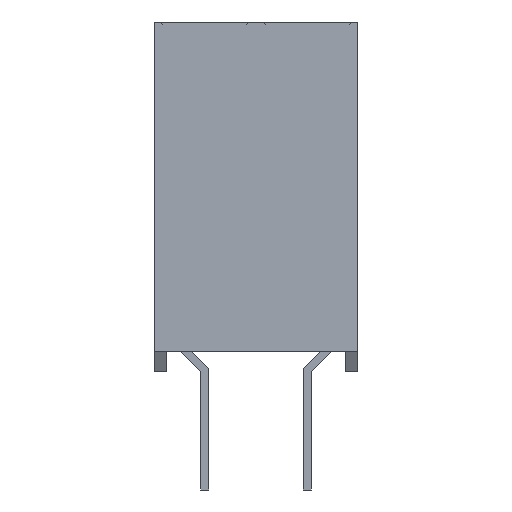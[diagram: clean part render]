
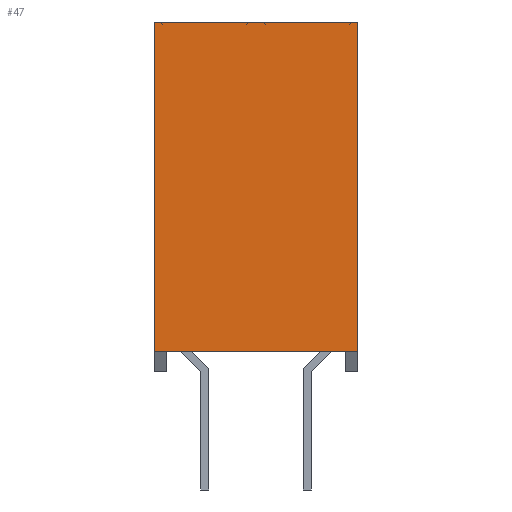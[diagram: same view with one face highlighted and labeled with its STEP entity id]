
A CAD part, left-side view. The second image highlights one B-rep face of the part: STEP entity #47.
In plain terms, the highlighted planar face has unit normal (-1, 0, 0).
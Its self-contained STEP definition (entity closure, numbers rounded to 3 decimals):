
#47=ADVANCED_FACE('',(#971),#972,.T.);
#971=FACE_OUTER_BOUND('',#2815,.T.);
#972=PLANE('',#2816);
#2815=EDGE_LOOP('',(#4796,#4797,#4798,#4799));
#2816=AXIS2_PLACEMENT_3D('',#4800,#4801,#4802);
#4796=ORIENTED_EDGE('',*,*,#11803,.T.);
#4797=ORIENTED_EDGE('',*,*,#11804,.T.);
#4798=ORIENTED_EDGE('',*,*,#11805,.F.);
#4799=ORIENTED_EDGE('',*,*,#11626,.F.);
#4800=CARTESIAN_POINT('',(-27.94,2.515,0.0));
#4801=DIRECTION('',(-1.0,0.0,0.0));
#4802=DIRECTION('',(0.0,0.0,1.0));
#11626=EDGE_CURVE('',#13816,#13811,#13818,.T.);
#11803=EDGE_CURVE('',#13816,#14171,#14172,.T.);
#11804=EDGE_CURVE('',#14171,#14173,#14174,.T.);
#11805=EDGE_CURVE('',#13811,#14173,#14175,.T.);
#13811=VERTEX_POINT('',#17399);
#13816=VERTEX_POINT('',#17406);
#13818=LINE('',#17409,#17410);
#14171=VERTEX_POINT('',#17939);
#14172=LINE('',#17940,#17941);
#14173=VERTEX_POINT('',#17942);
#14174=LINE('',#17943,#17944);
#14175=LINE('',#17945,#17946);
#17399=CARTESIAN_POINT('',(-27.94,-2.515,0.0));
#17406=CARTESIAN_POINT('',(-27.94,2.515,0.0));
#17409=CARTESIAN_POINT('',(-27.94,2.515,0.0));
#17410=VECTOR('',#23178,5.029);
#17939=CARTESIAN_POINT('',(-27.94,2.515,-8.128));
#17940=CARTESIAN_POINT('',(-27.94,2.515,0.0));
#17941=VECTOR('',#23355,8.128);
#17942=CARTESIAN_POINT('',(-27.94,-2.515,-8.128));
#17943=CARTESIAN_POINT('',(-27.94,2.515,-8.128));
#17944=VECTOR('',#23356,5.029);
#17945=CARTESIAN_POINT('',(-27.94,-2.515,0.0));
#17946=VECTOR('',#23357,8.128);
#23178=DIRECTION('',(0.0,-1.0,0.0));
#23355=DIRECTION('',(0.0,0.0,-1.0));
#23356=DIRECTION('',(0.0,-1.0,0.0));
#23357=DIRECTION('',(0.0,0.0,-1.0));
